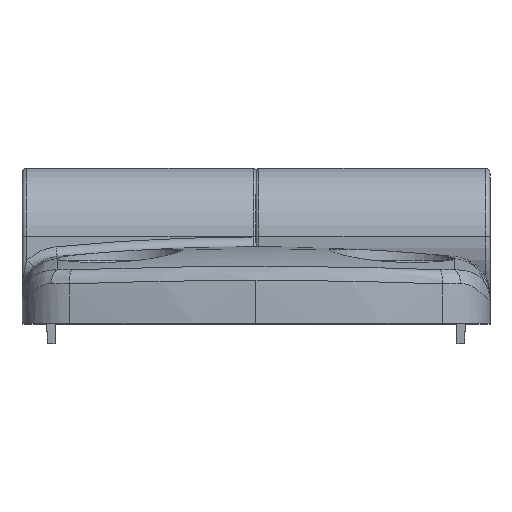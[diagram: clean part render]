
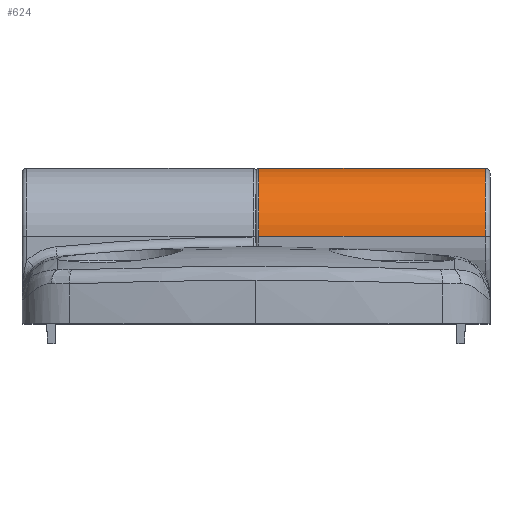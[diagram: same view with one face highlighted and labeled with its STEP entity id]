
A CAD part, top view. The second image highlights one B-rep face of the part: STEP entity #624.
In plain terms, the highlighted cylindrical face has radius 7 mm (diameter 14 mm), a partial arc.
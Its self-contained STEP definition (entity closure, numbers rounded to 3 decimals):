
#60 = VERTEX_POINT ( 'NONE', #3097 ) ;
#104 = DIRECTION ( 'NONE',  ( 0., 0., 1. ) ) ;
#167 = CARTESIAN_POINT ( 'NONE',  ( -3.179, 67.3, 10.536 ) ) ;
#240 = CYLINDRICAL_SURFACE ( 'NONE', #5933, 7. ) ;
#624 = ADVANCED_FACE ( 'NONE', ( #6964 ), #240, .T. ) ;
#705 = AXIS2_PLACEMENT_3D ( 'NONE', #1868, #5780, #1262 ) ;
#1046 = CARTESIAN_POINT ( 'NONE',  ( -26.879, 67.3, 3.536 ) ) ;
#1262 = DIRECTION ( 'NONE',  ( 0., 0., -1. ) ) ;
#1332 = ORIENTED_EDGE ( 'NONE', *, *, #3386, .T. ) ;
#1400 = CARTESIAN_POINT ( 'NONE',  ( -3.679, 67.3, 10.536 ) ) ;
#1416 = LINE ( 'NONE', #2126, #5718 ) ;
#1457 = LINE ( 'NONE', #3742, #1598 ) ;
#1598 = VECTOR ( 'NONE', #2863, 1000. ) ;
#1686 = EDGE_CURVE ( 'NONE', #5087, #4064, #1416, .T. ) ;
#1868 = CARTESIAN_POINT ( 'NONE',  ( -26.879, 67.3, 10.536 ) ) ;
#2126 = CARTESIAN_POINT ( 'NONE',  ( -3.179, 67.3, 3.536 ) ) ;
#2460 = ORIENTED_EDGE ( 'NONE', *, *, #4636, .T. ) ;
#2546 = DIRECTION ( 'NONE',  ( -1., 0., 0. ) ) ;
#2863 = DIRECTION ( 'NONE',  ( -1., 0., 0. ) ) ;
#3097 = CARTESIAN_POINT ( 'NONE',  ( -3.679, 67.3, 17.536 ) ) ;
#3125 = CARTESIAN_POINT ( 'NONE',  ( -3.679, 67.3, 3.536 ) ) ;
#3386 = EDGE_CURVE ( 'NONE', #60, #5087, #3908, .T. ) ;
#3742 = CARTESIAN_POINT ( 'NONE',  ( -3.179, 67.3, 17.536 ) ) ;
#3908 = CIRCLE ( 'NONE', #5216, 7. ) ;
#4064 = VERTEX_POINT ( 'NONE', #1046 ) ;
#4241 = DIRECTION ( 'NONE',  ( 0., 0., 1. ) ) ;
#4420 = DIRECTION ( 'NONE',  ( -1., 0., 0. ) ) ;
#4589 = EDGE_LOOP ( 'NONE', ( #4939, #1332, #7425, #2460 ) ) ;
#4636 = EDGE_CURVE ( 'NONE', #4064, #4666, #5270, .T. ) ;
#4666 = VERTEX_POINT ( 'NONE', #5854 ) ;
#4939 = ORIENTED_EDGE ( 'NONE', *, *, #5783, .F. ) ;
#5087 = VERTEX_POINT ( 'NONE', #3125 ) ;
#5216 = AXIS2_PLACEMENT_3D ( 'NONE', #1400, #5273, #104 ) ;
#5270 = CIRCLE ( 'NONE', #705, 7. ) ;
#5273 = DIRECTION ( 'NONE',  ( -1., 0., 0. ) ) ;
#5718 = VECTOR ( 'NONE', #4420, 1000. ) ;
#5780 = DIRECTION ( 'NONE',  ( 1., 0., 0. ) ) ;
#5783 = EDGE_CURVE ( 'NONE', #60, #4666, #1457, .T. ) ;
#5854 = CARTESIAN_POINT ( 'NONE',  ( -26.879, 67.3, 17.536 ) ) ;
#5933 = AXIS2_PLACEMENT_3D ( 'NONE', #167, #2546, #4241 ) ;
#6964 = FACE_OUTER_BOUND ( 'NONE', #4589, .T. ) ;
#7425 = ORIENTED_EDGE ( 'NONE', *, *, #1686, .T. ) ;
